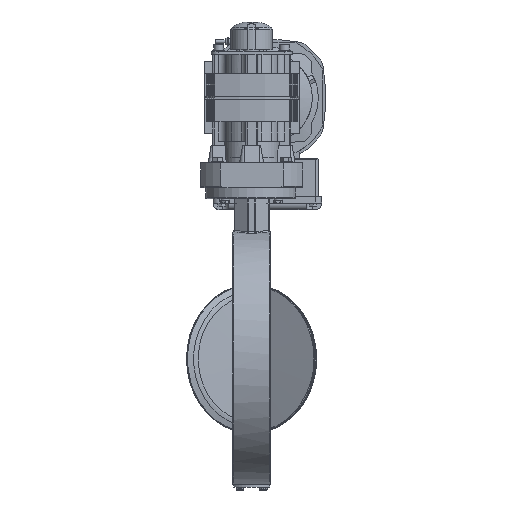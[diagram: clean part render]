
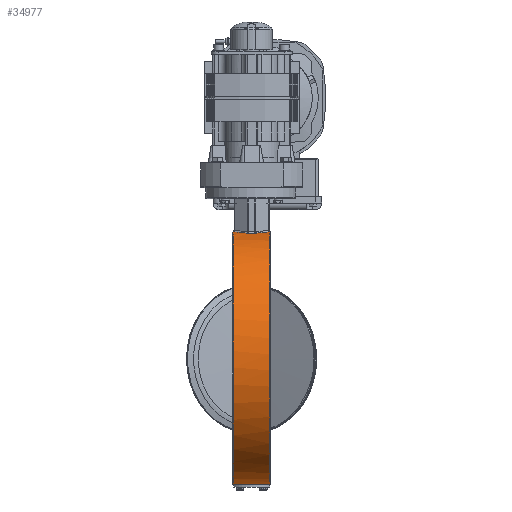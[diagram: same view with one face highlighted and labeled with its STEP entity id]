
A CAD part, left-side view. The second image highlights one B-rep face of the part: STEP entity #34977.
In plain terms, the highlighted cylindrical face has radius 170 mm (diameter 340 mm), a partial arc.
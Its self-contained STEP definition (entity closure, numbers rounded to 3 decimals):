
#34395=CARTESIAN_POINT('',(-31.796,24.5,-167.));
#34396=VERTEX_POINT('',#34395);
#34406=CARTESIAN_POINT('',(-14.481,24.5,169.382));
#34407=VERTEX_POINT('',#34406);
#34408=CARTESIAN_POINT('',(-31.796,24.5,-167.));
#34409=CARTESIAN_POINT('',(-42.424,24.5,-164.976));
#34410=CARTESIAN_POINT('',(-58.441,24.5,-160.301));
#34411=CARTESIAN_POINT('',(-78.759,24.5,-150.992));
#34412=CARTESIAN_POINT('',(-98.922,24.5,-139.123));
#34413=CARTESIAN_POINT('',(-117.131,24.5,-124.183));
#34414=CARTESIAN_POINT('',(-132.658,24.5,-106.777));
#34415=CARTESIAN_POINT('',(-153.242,24.5,-78.375));
#34416=CARTESIAN_POINT('',(-172.58,24.5,-28.315));
#34417=CARTESIAN_POINT('',(-169.471,24.5,43.167));
#34418=CARTESIAN_POINT('',(-145.875,24.5,91.36));
#34419=CARTESIAN_POINT('',(-122.902,24.5,117.878));
#34420=CARTESIAN_POINT('',(-105.93,24.5,133.862));
#34421=CARTESIAN_POINT('',(-86.507,24.5,147.167));
#34422=CARTESIAN_POINT('',(-65.351,24.5,157.26));
#34423=CARTESIAN_POINT('',(-48.95,24.5,163.112));
#34424=CARTESIAN_POINT('',(-31.881,24.5,167.292));
#34425=CARTESIAN_POINT('',(-20.315,24.5,168.883));
#34426=CARTESIAN_POINT('',(-14.481,24.5,169.382));
#34427=B_SPLINE_CURVE_WITH_KNOTS('',3,(#34408,#34409,#34410,#34411,#34412,#34413,#34414,#34415,#34416,#34417,#34418,#34419,#34420,#34421,#34422,#34423,#34424,#34425,#34426),.UNSPECIFIED.,.F.,.U.,(4,1,1,1,1,1,1,1,1,1,1,1,1,1,1,1,4),(0.,3.212,4.953,6.695,10.179,11.921,13.663,20.63,27.597,34.565,36.307,38.049,41.532,43.274,45.016,46.758,48.5),.UNSPECIFIED.);
#34428=EDGE_CURVE('',#34396,#34407,#34427,.T.);
#34803=CARTESIAN_POINT('',(-15.018,23.914,169.335));
#34804=VERTEX_POINT('',#34803);
#34805=CARTESIAN_POINT('',(-14.482,24.498,169.382));
#34806=CARTESIAN_POINT('',(-14.68,24.322,169.365));
#34807=CARTESIAN_POINT('',(-14.86,24.126,169.349));
#34808=CARTESIAN_POINT('',(-15.018,23.914,169.335));
#34809=B_SPLINE_CURVE_WITH_KNOTS('',3,(#34805,#34806,#34807,#34808),.UNSPECIFIED.,.F.,.U.,(4,4),(0.289,0.369),.UNSPECIFIED.);
#34810=EDGE_CURVE('',#34407,#34804,#34809,.T.);
#34859=CARTESIAN_POINT('',(-31.796,-24.5,-167.));
#34860=VERTEX_POINT('',#34859);
#34870=CARTESIAN_POINT('',(-31.796,24.5,-167.));
#34871=DIRECTION('',(0.0,-1.0,0.0));
#34872=VECTOR('',#34871,49.);
#34873=LINE('',#34870,#34872);
#34874=EDGE_CURVE('',#34396,#34860,#34873,.T.);
#34892=CARTESIAN_POINT('',(0.,0.,0.));
#34893=DIRECTION('',(0.,1.0,0.));
#34894=DIRECTION('',(0.0,0.0,1.0));
#34895=AXIS2_PLACEMENT_3D('',#34892,#34893,#34894);
#34896=CYLINDRICAL_SURFACE('',#34895,170.0);
#34897=ORIENTED_EDGE('',*,*,#34428,.F.);
#34898=ORIENTED_EDGE('',*,*,#34874,.T.);
#34899=CARTESIAN_POINT('',(-14.481,-24.5,169.382));
#34900=VERTEX_POINT('',#34899);
#34901=CARTESIAN_POINT('',(-14.481,-24.5,169.382));
#34902=CARTESIAN_POINT('',(-20.315,-24.5,168.883));
#34903=CARTESIAN_POINT('',(-31.88,-24.5,167.291));
#34904=CARTESIAN_POINT('',(-48.948,-24.5,163.114));
#34905=CARTESIAN_POINT('',(-65.359,-24.5,157.256));
#34906=CARTESIAN_POINT('',(-81.204,-24.5,149.698));
#34907=CARTESIAN_POINT('',(-96.237,-24.5,140.505));
#34908=CARTESIAN_POINT('',(-114.789,-24.5,126.332));
#34909=CARTESIAN_POINT('',(-143.237,-24.5,96.721));
#34910=CARTESIAN_POINT('',(-169.484,-24.5,43.164));
#34911=CARTESIAN_POINT('',(-172.571,-24.5,-28.313));
#34912=CARTESIAN_POINT('',(-153.245,-24.5,-78.376));
#34913=CARTESIAN_POINT('',(-132.659,-24.5,-106.777));
#34914=CARTESIAN_POINT('',(-117.128,-24.5,-124.184));
#34915=CARTESIAN_POINT('',(-98.923,-24.5,-139.122));
#34916=CARTESIAN_POINT('',(-78.759,-24.5,-150.992));
#34917=CARTESIAN_POINT('',(-58.442,-24.5,-160.3));
#34918=CARTESIAN_POINT('',(-42.424,-24.5,-164.976));
#34919=CARTESIAN_POINT('',(-31.796,-24.5,-167.));
#34920=B_SPLINE_CURVE_WITH_KNOTS('',3,(#34901,#34902,#34903,#34904,#34905,#34906,#34907,#34908,#34909,#34910,#34911,#34912,#34913,#34914,#34915,#34916,#34917,#34918,#34919),.UNSPECIFIED.,.F.,.U.,(4,1,1,1,1,1,1,1,1,1,1,1,1,1,1,1,4),(51.396,53.138,54.879,56.621,58.363,60.105,61.847,65.331,72.298,79.265,86.233,87.975,89.717,93.2,94.942,96.684,99.896),.UNSPECIFIED.);
#34921=EDGE_CURVE('',#34900,#34860,#34920,.T.);
#34922=ORIENTED_EDGE('',*,*,#34921,.F.);
#34923=CARTESIAN_POINT('',(-15.018,-23.914,169.335));
#34924=VERTEX_POINT('',#34923);
#34925=CARTESIAN_POINT('',(-15.018,-23.914,169.335));
#34926=CARTESIAN_POINT('',(-14.86,-24.126,169.349));
#34927=CARTESIAN_POINT('',(-14.679,-24.322,169.365));
#34928=CARTESIAN_POINT('',(-14.482,-24.499,169.382));
#34929=B_SPLINE_CURVE_WITH_KNOTS('',3,(#34925,#34926,#34927,#34928),.UNSPECIFIED.,.F.,.U.,(4,4),(0.0,0.08),.UNSPECIFIED.);
#34930=EDGE_CURVE('',#34924,#34900,#34929,.T.);
#34931=ORIENTED_EDGE('',*,*,#34930,.F.);
#34932=CARTESIAN_POINT('',(-27.862,-6.742,167.701));
#34933=VERTEX_POINT('',#34932);
#34934=CARTESIAN_POINT('',(0.,-43.993,0.));
#34935=DIRECTION('',(0.801,0.599,0.));
#34936=DIRECTION('',(-0.599,0.801,0.));
#34937=AXIS2_PLACEMENT_3D('',#34934,#34935,#34936);
#34938=ELLIPSE('',#34937,283.829,170.0);
#34939=EDGE_CURVE('',#34933,#34924,#34938,.T.);
#34940=ORIENTED_EDGE('',*,*,#34939,.F.);
#34941=CARTESIAN_POINT('',(-28.663,-4.329,167.566));
#34942=VERTEX_POINT('',#34941);
#34943=CARTESIAN_POINT('',(-28.663,-4.329,167.566));
#34944=CARTESIAN_POINT('',(-28.663,-5.19,167.566));
#34945=CARTESIAN_POINT('',(-28.373,-6.059,167.616));
#34946=CARTESIAN_POINT('',(-27.862,-6.742,167.701));
#34947=B_SPLINE_CURVE_WITH_KNOTS('',3,(#34943,#34944,#34945,#34946),.UNSPECIFIED.,.F.,.U.,(4,4),(0.0,0.258),.UNSPECIFIED.);
#34948=EDGE_CURVE('',#34942,#34933,#34947,.T.);
#34949=ORIENTED_EDGE('',*,*,#34948,.F.);
#34950=CARTESIAN_POINT('',(-28.663,4.329,167.566));
#34951=VERTEX_POINT('',#34950);
#34952=CARTESIAN_POINT('',(-28.663,4.329,167.566));
#34953=DIRECTION('',(0.0,-1.0,0.0));
#34954=VECTOR('',#34953,8.657);
#34955=LINE('',#34952,#34954);
#34956=EDGE_CURVE('',#34951,#34942,#34955,.T.);
#34957=ORIENTED_EDGE('',*,*,#34956,.F.);
#34958=CARTESIAN_POINT('',(-27.862,6.742,167.701));
#34959=VERTEX_POINT('',#34958);
#34960=CARTESIAN_POINT('',(-27.862,6.742,167.701));
#34961=CARTESIAN_POINT('',(-28.373,6.059,167.616));
#34962=CARTESIAN_POINT('',(-28.663,5.19,167.566));
#34963=CARTESIAN_POINT('',(-28.663,4.329,167.566));
#34964=B_SPLINE_CURVE_WITH_KNOTS('',3,(#34960,#34961,#34962,#34963),.UNSPECIFIED.,.F.,.U.,(4,4),(0.0,0.258),.UNSPECIFIED.);
#34965=EDGE_CURVE('',#34959,#34951,#34964,.T.);
#34966=ORIENTED_EDGE('',*,*,#34965,.F.);
#34967=CARTESIAN_POINT('',(0.,43.993,0.));
#34968=DIRECTION('',(0.801,-0.599,0.));
#34969=DIRECTION('',(-0.599,-0.801,0.));
#34970=AXIS2_PLACEMENT_3D('',#34967,#34968,#34969);
#34971=ELLIPSE('',#34970,283.829,170.);
#34972=EDGE_CURVE('',#34804,#34959,#34971,.T.);
#34973=ORIENTED_EDGE('',*,*,#34972,.F.);
#34974=ORIENTED_EDGE('',*,*,#34810,.F.);
#34975=EDGE_LOOP('',(#34897,#34898,#34922,#34931,#34940,#34949,#34957,#34966,#34973,#34974));
#34976=FACE_OUTER_BOUND('',#34975,.T.);
#34977=ADVANCED_FACE('',(#34976),#34896,.T.);
